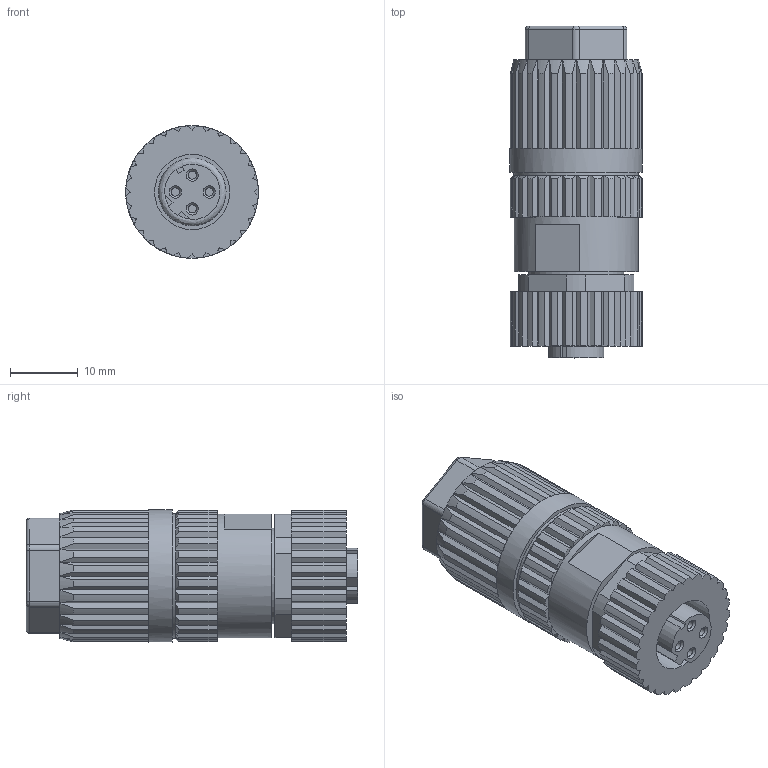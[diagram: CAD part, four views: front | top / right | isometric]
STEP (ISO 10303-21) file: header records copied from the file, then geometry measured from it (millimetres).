
FILE_DESCRIPTION (( 'STEP AP214' ), '1' );
FILE_NAME ('M12FT4DFS.STEP', '2018-01-23T15:27:48', ( '' ), ( '' ), 'SwSTEP 2.0', 'SolidWorks 2014', '' );
FILE_SCHEMA (( 'AUTOMOTIVE_DESIGN' ));
Length unit declared in the file: millimetre
Products named in the file (1): M12FT4DFS
Bounding box: 19.6 x 49 x 19.6 mm (x, y, z)
Volume: 11873.8 mm3; surface area: 4970.7 mm2
Topology: 1 solids, 1 shells, 478 faces, 1264 edges, 801 vertices
Faces by surface type: plane 293, cylinder 118, cone 60, bspline 4, torus 3
Full cylindrical faces by diameter (mm): 1.2 x4, 9 x1, 11.1 x1, 14.052 x1, 18.3 x1, 18.398 x1, 19.6 x1
Entity records: 17353 total; most frequent: CARTESIAN_POINT 3038, ORIENTED_EDGE 2484, DIRECTION 2450, EDGE_CURVE 1242, AXIS2_PLACEMENT_3D 857, VERTEX_POINT 794, VECTOR 736, LINE 736
